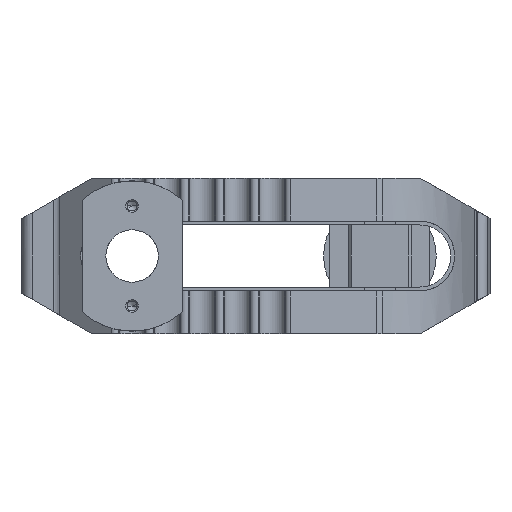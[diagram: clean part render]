
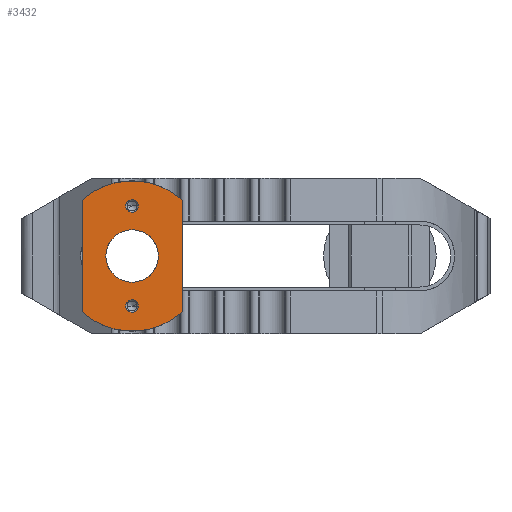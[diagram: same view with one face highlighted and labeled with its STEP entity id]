
A CAD part, front view. The second image highlights one B-rep face of the part: STEP entity #3432.
In plain terms, the highlighted planar face has unit normal (0, -1, 0).
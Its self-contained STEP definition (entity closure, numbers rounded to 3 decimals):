
#1748=VERTEX_POINT('',#5117);
#2024=EDGE_CURVE('',#1748,#4270,#5418,.T.);
#2156=EDGE_CURVE('',#3864,#3058,#5562,.T.);
#2482=EDGE_CURVE('',#3878,#4958,#5920,.T.);
#2580=VERTEX_POINT('',#6030);
#3038=EDGE_CURVE('',#2580,#3580,#6516,.T.);
#3058=VERTEX_POINT('',#6537);
#3432=ADVANCED_FACE('',(#6950,#6951,#6952,#6953),#6954,.T.);
#3480=VERTEX_POINT('',#7006);
#3580=VERTEX_POINT('',#7120);
#3812=VERTEX_POINT('',#7371);
#3842=EDGE_CURVE('',#4958,#3878,#7404,.T.);
#3864=VERTEX_POINT('',#7429);
#3878=VERTEX_POINT('',#7444);
#4270=VERTEX_POINT('',#7876);
#4388=EDGE_CURVE('',#3058,#3864,#8007,.T.);
#4618=EDGE_CURVE('',#4270,#3812,#8257,.T.);
#4730=EDGE_CURVE('',#3480,#1748,#8379,.T.);
#4794=EDGE_CURVE('',#3480,#3812,#8453,.T.);
#4958=VERTEX_POINT('',#8634);
#5008=EDGE_CURVE('',#3580,#2580,#8692,.T.);
#5117=CARTESIAN_POINT('',(20.0,0.0,22.361));
#5418=LINE('',#9292,#9293);
#5562=CIRCLE('',#9495,2.5);
#5920=CIRCLE('',#10011,2.5);
#6030=CARTESIAN_POINT('',(10.5,0.0,0.));
#6516=CIRCLE('',#10948,10.5);
#6537=CARTESIAN_POINT('',(2.5,0.0,20.0));
#6950=FACE_BOUND('',#11565,.T.);
#6951=FACE_BOUND('',#11566,.T.);
#6952=FACE_BOUND('',#11567,.T.);
#6953=FACE_OUTER_BOUND('',#11568,.T.);
#6954=PLANE('',#11569);
#7006=CARTESIAN_POINT('',(-20.0,0.,22.361));
#7120=CARTESIAN_POINT('',(-10.5,0.,0.));
#7371=CARTESIAN_POINT('',(-20.0,0.,-22.361));
#7404=CIRCLE('',#12242,2.5);
#7429=CARTESIAN_POINT('',(-2.5,0.,20.0));
#7444=CARTESIAN_POINT('',(2.5,0.,-20.0));
#7876=CARTESIAN_POINT('',(20.0,0.0,-22.361));
#8007=CIRCLE('',#13205,2.5);
#8257=CIRCLE('',#13573,30.0);
#8379=CIRCLE('',#13736,30.0);
#8453=LINE('',#13834,#13835);
#8634=CARTESIAN_POINT('',(-2.5,0.0,-20.0));
#8692=CIRCLE('',#14290,10.5);
#9292=CARTESIAN_POINT('',(20.0,0.,31.0));
#9293=VECTOR('',#14771,1.0);
#9495=AXIS2_PLACEMENT_3D('',#14914,#14915,#14916);
#10011=AXIS2_PLACEMENT_3D('',#15395,#15396,#15397);
#10948=AXIS2_PLACEMENT_3D('',#15955,#15956,#15957);
#11565=EDGE_LOOP('',(#16490,#16491));
#11566=EDGE_LOOP('',(#16492,#16493));
#11567=EDGE_LOOP('',(#16494,#16495));
#11568=EDGE_LOOP('',(#16496,#16497,#16498,#16499));
#11569=AXIS2_PLACEMENT_3D('',#16500,#16501,#16502);
#12242=AXIS2_PLACEMENT_3D('',#17028,#17029,#17030);
#13205=AXIS2_PLACEMENT_3D('',#17750,#17751,#17752);
#13573=AXIS2_PLACEMENT_3D('',#18010,#18011,#18012);
#13736=AXIS2_PLACEMENT_3D('',#18130,#18131,#18132);
#13834=CARTESIAN_POINT('',(-20.0,0.,31.0));
#13835=VECTOR('',#18220,1.0);
#14290=AXIS2_PLACEMENT_3D('',#18524,#18525,#18526);
#14771=DIRECTION('',(0.0,0.,-1.0));
#14914=CARTESIAN_POINT('',(0.0,0.0,20.0));
#14915=DIRECTION('',(0.,1.0,0.));
#14916=DIRECTION('',(1.0,0.,0.));
#15395=CARTESIAN_POINT('',(0.0,0.0,-20.0));
#15396=DIRECTION('',(0.,1.0,0.));
#15397=DIRECTION('',(-1.0,0.,0.));
#15955=CARTESIAN_POINT('',(0.0,0.0,0.0));
#15956=DIRECTION('',(0.,1.0,0.));
#15957=DIRECTION('',(-1.0,0.,0.));
#16490=ORIENTED_EDGE('',*,*,#3842,.T.);
#16491=ORIENTED_EDGE('',*,*,#2482,.T.);
#16492=ORIENTED_EDGE('',*,*,#4388,.T.);
#16493=ORIENTED_EDGE('',*,*,#2156,.T.);
#16494=ORIENTED_EDGE('',*,*,#3038,.T.);
#16495=ORIENTED_EDGE('',*,*,#5008,.T.);
#16496=ORIENTED_EDGE('',*,*,#4730,.F.);
#16497=ORIENTED_EDGE('',*,*,#4794,.T.);
#16498=ORIENTED_EDGE('',*,*,#4618,.F.);
#16499=ORIENTED_EDGE('',*,*,#2024,.F.);
#16500=CARTESIAN_POINT('',(-20.0,0.,31.0));
#16501=DIRECTION('',(0.,-1.0,0.));
#16502=DIRECTION('',(-1.0,0.,0.));
#17028=CARTESIAN_POINT('',(0.0,0.0,-20.0));
#17029=DIRECTION('',(0.,1.0,0.));
#17030=DIRECTION('',(-1.0,0.,0.));
#17750=CARTESIAN_POINT('',(0.0,0.0,20.0));
#17751=DIRECTION('',(0.,1.0,0.));
#17752=DIRECTION('',(1.0,0.,0.));
#18010=CARTESIAN_POINT('',(0.0,0.0,0.0));
#18011=DIRECTION('',(0.,1.0,0.));
#18012=DIRECTION('',(-1.0,0.,0.));
#18130=CARTESIAN_POINT('',(0.0,0.0,0.0));
#18131=DIRECTION('',(0.,1.0,0.));
#18132=DIRECTION('',(-1.0,0.,0.));
#18220=DIRECTION('',(0.0,0.,-1.0));
#18524=CARTESIAN_POINT('',(0.0,0.0,0.0));
#18525=DIRECTION('',(0.,1.0,0.));
#18526=DIRECTION('',(-1.0,0.,0.));
